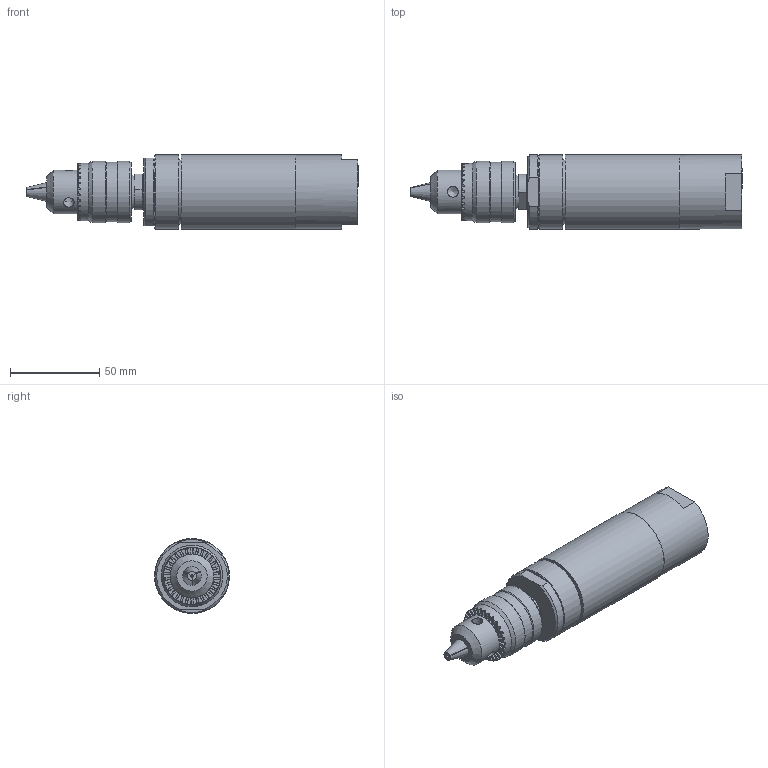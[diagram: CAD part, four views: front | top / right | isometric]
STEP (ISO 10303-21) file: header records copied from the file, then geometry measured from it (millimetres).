
FILE_DESCRIPTION(/* description */ (''),/* implementation_level */ '2;1');
FILE_NAME(/* name */ 'EBM 38-2400 B_60058057.stp',/* time_stamp */ '2016-11-11T15:00:04+01:00',/* author */ ('ibasyouni'),/* organization */ (''),/* preprocessor_version */ 'ST-DEVELOPER v16.1',/* originating_system */ 'Autodesk Inventor 2016',/* authorisation */ '');
FILE_SCHEMA (('AUTOMOTIVE_DESIGN { 1 0 10303 214 3 1 1 }'));
Length unit declared in the file: millimetre
Products named in the file (1): EBM 38-2400 B_60058057
Bounding box: 186 x 41.98 x 41.98 mm (x, y, z)
Volume: 195061.6 mm3; surface area: 28896.5 mm2
Topology: 1 solids, 5 shells, 363 faces, 956 edges, 620 vertices
Faces by surface type: plane 235, cylinder 59, cone 58, bspline 7, torus 4
Full cylindrical faces by diameter (mm): 1.5 x1, 1.6 x1, 4 x1, 6 x3, 8.382 x1, 9.525 x1, 9.75 x1, 11.445 x3, 14.95 x1, 16 x1, 18.2 x1, 23 x1, 24.5 x1, 32 x1, 33.5 x1, 34.5 x2, 36 x1, 41.5 x2, 42 x1
Entity records: 11672 total; most frequent: CARTESIAN_POINT 2738, ORIENTED_EDGE 1766, DIRECTION 1744, EDGE_CURVE 883, AXIS2_PLACEMENT_3D 637, VERTEX_POINT 597, LINE 470, VECTOR 470
